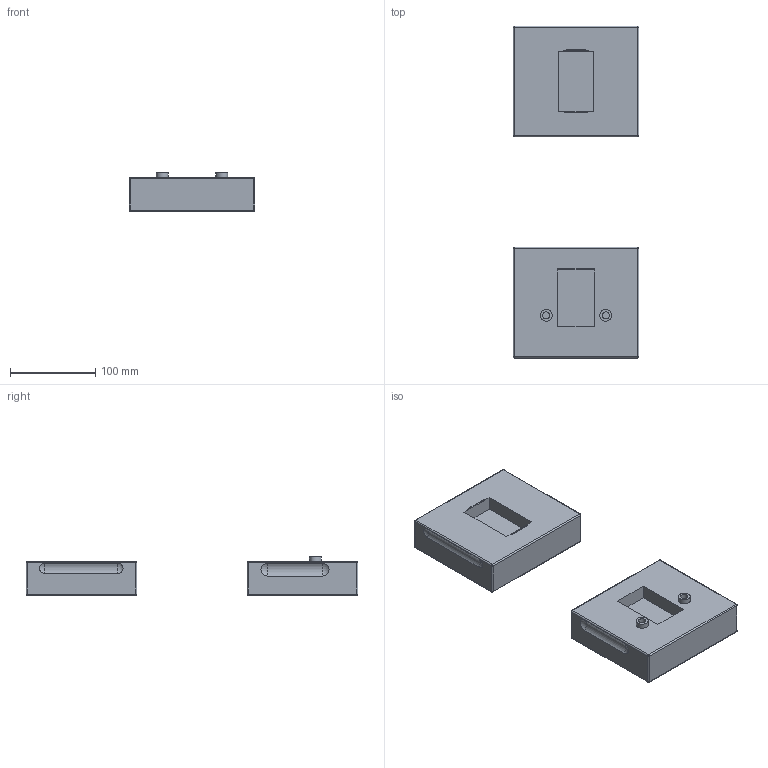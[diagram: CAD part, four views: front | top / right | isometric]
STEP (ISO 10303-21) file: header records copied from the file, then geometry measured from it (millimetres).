
FILE_DESCRIPTION((''),'2;1');
FILE_NAME('5SS1040-15-40.stp','2014-06-27T13:27:09',('Dayne Stauffer'),(''),'Autodesk Inventor 2013','Autodesk Inventor 2013','');
FILE_SCHEMA(('AUTOMOTIVE_DESIGN { 1 0 10303 214 1 1 1 1 }'));
Length unit declared in the file: millimetre
Products named in the file (3): 5SS1040-15-40; 5SJ1040-15-40; 5MJ1040-15-40
Assembly tree (2 placements, depth 2):
  5SS1040-15-40
    5SJ1040-15-40
    5MJ1040-15-40
Bounding box: 148 x 390 x 45.4 mm (x, y, z)
Volume: 1412910.4 mm3; surface area: 131410.8 mm2
Topology: 2 solids, 2 shells, 100 faces, 225 edges, 123 vertices
Faces by surface type: cylinder 40, plane 34, sphere 24, cone 2
Full cylindrical faces by diameter (mm): 8.4 x2, 14 x4, 16 x2
Entity records: 2582 total; most frequent: DIRECTION 486, CARTESIAN_POINT 405, ORIENTED_EDGE 372, AXIS2_PLACEMENT_3D 195, EDGE_CURVE 186, EDGE_LOOP 124, VERTEX_POINT 114, FACE_OUTER_BOUND 100
